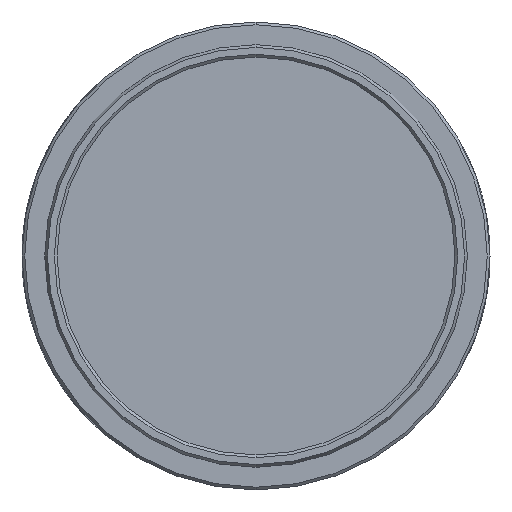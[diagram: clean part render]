
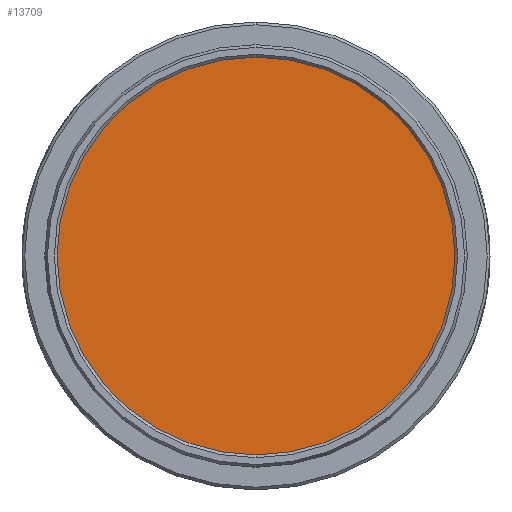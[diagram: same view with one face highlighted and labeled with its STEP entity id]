
A CAD part, left-side view. The second image highlights one B-rep face of the part: STEP entity #13709.
In plain terms, the highlighted planar face has unit normal (-1, 0, 0).
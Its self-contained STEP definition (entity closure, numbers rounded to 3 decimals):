
#382 = CARTESIAN_POINT ( 'NONE',  ( -4.153, 23.787, 59.494 ) ) ;
#1159 = PLANE ( 'NONE',  #15017 ) ;
#3144 = CARTESIAN_POINT ( 'NONE',  ( -4.153, 23.787, 21.794 ) ) ;
#3596 = EDGE_CURVE ( 'NONE', #15406, #15951, #16288, .T. ) ;
#5002 = DIRECTION ( 'NONE',  ( 0., 0., -1. ) ) ;
#5306 = AXIS2_PLACEMENT_3D ( 'NONE', #10615, #12263, #5002 ) ;
#5520 = AXIS2_PLACEMENT_3D ( 'NONE', #9359, #8126, #17979 ) ;
#6906 = DIRECTION ( 'NONE',  ( 0., 0., -1. ) ) ;
#6953 = ORIENTED_EDGE ( 'NONE', *, *, #3596, .T. ) ;
#8126 = DIRECTION ( 'NONE',  ( -1., 0., 0. ) ) ;
#8323 = CARTESIAN_POINT ( 'NONE',  ( -4.153, 23.787, 40.644 ) ) ;
#9156 = EDGE_CURVE ( 'NONE', #15951, #15406, #17971, .T. ) ;
#9359 = CARTESIAN_POINT ( 'NONE',  ( -4.153, 23.787, 40.644 ) ) ;
#9802 = ORIENTED_EDGE ( 'NONE', *, *, #9156, .T. ) ;
#10615 = CARTESIAN_POINT ( 'NONE',  ( -4.153, 23.787, 40.644 ) ) ;
#11064 = DIRECTION ( 'NONE',  ( 1., 0., 0. ) ) ;
#11105 = FACE_OUTER_BOUND ( 'NONE', #11897, .T. ) ;
#11897 = EDGE_LOOP ( 'NONE', ( #6953, #9802 ) ) ;
#12263 = DIRECTION ( 'NONE',  ( -1., 0., 0. ) ) ;
#13709 = ADVANCED_FACE ( 'NONE', ( #11105 ), #1159, .F. ) ;
#15017 = AXIS2_PLACEMENT_3D ( 'NONE', #8323, #11064, #6906 ) ;
#15406 = VERTEX_POINT ( 'NONE', #3144 ) ;
#15951 = VERTEX_POINT ( 'NONE', #382 ) ;
#16288 = CIRCLE ( 'NONE', #5520, 18.85 ) ;
#17971 = CIRCLE ( 'NONE', #5306, 18.85 ) ;
#17979 = DIRECTION ( 'NONE',  ( 0., 0., -1. ) ) ;
